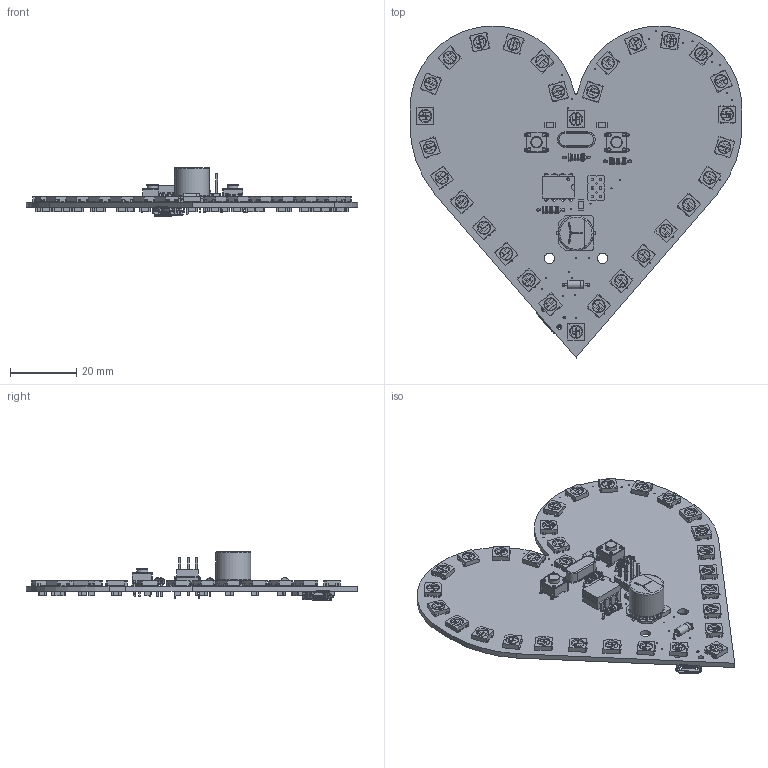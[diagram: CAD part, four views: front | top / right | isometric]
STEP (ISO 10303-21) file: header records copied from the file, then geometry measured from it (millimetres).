
FILE_DESCRIPTION(/* description */ (''),/* implementation_level */ '2;1');
FILE_NAME(/* name */ 'heart-shaped-smd-light-gift v12.step',/* time_stamp */ '2018-10-12T12:20:34+02:00',/* author */ ('M?t? Horv?th'),/* organization */ (''),/* preprocessor_version */ 'ST-DEVELOPER v17.2',/* originating_system */ 'Autodesk Translation Framework v7.6.0.251',/* authorisation */ '');
FILE_SCHEMA (('AUTOMOTIVE_DESIGN { 1 0 10303 214 3 1 1 }'));
Length unit declared in the file: millimetre
Products named in the file (14): heart-shaped-smd-light-gift; PCB Component; Board; 100 nF; WS2812B; CONN_AVR_SPI_PROG_3X2PTH; CONN_USB_MICRO_FEM_GDND; 470; D-7.5; 16MHz; 1000 uF; INPUT_MOMENTARY_SWITCH_SPST-PTH-6.0MM; TINY45-20-DIP; SNAP-MALE
Assembly tree (78 placements, depth 3):
  heart-shaped-smd-light-gift
    PCB Component
      Board
      100 nF  x33
      WS2812B  x30
      CONN_AVR_SPI_PROG_3X2PTH
      CONN_USB_MICRO_FEM_GDND
      470  x3
      D-7.5
      16MHz
      1000 uF
      INPUT_MOMENTARY_SWITCH_SPST-PTH-6.0MM  x2
      TINY45-20-DIP
      SNAP-MALE  x2
Bounding box: 100 x 100 x 14.83 mm (x, y, z)
Volume: 13271.1 mm3; surface area: 19830.1 mm2
Topology: 86 solids, 86 shells, 3825 faces, 10794 edges, 7177 vertices
Faces by surface type: plane 2628, cylinder 976, torus 103, sphere 48, cone 47, bspline 23
Full cylindrical faces by diameter (mm): 0.35 x50, 0.43 x2, 0.5 x16, 0.7 x4, 0.762 x1, 0.8 x2, 0.813 x16, 1.016 x14, 1.092 x8, 1.1 x2, 1.146 x30, 1.5 x2, 1.9 x21, 2.2 x9, 2.5 x2, 2.54 x2, 3.1 x2, 10.1 x1, 10.5 x1
Entity records: 45160 total; most frequent: CARTESIAN_POINT 8165, DIRECTION 7602, ORIENTED_EDGE 7304, EDGE_CURVE 3652, LINE 2548, VECTOR 2548, AXIS2_PLACEMENT_3D 2527, VERTEX_POINT 2360
